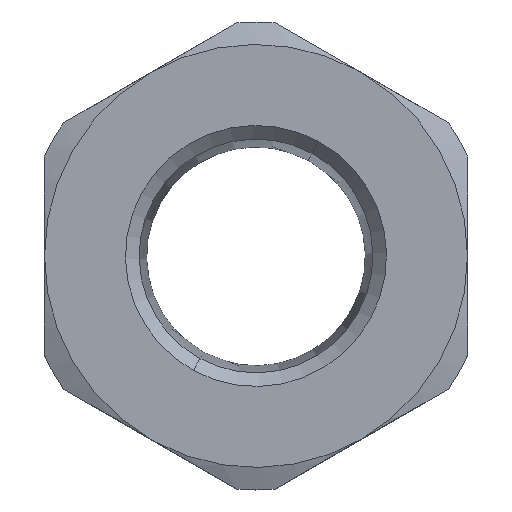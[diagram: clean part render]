
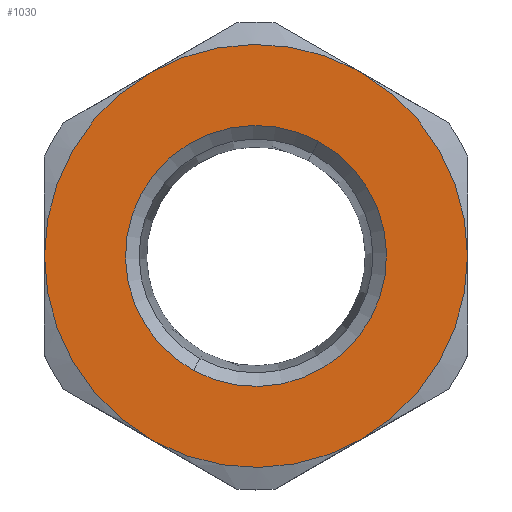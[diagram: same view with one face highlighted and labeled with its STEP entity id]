
A CAD part, top view. The second image highlights one B-rep face of the part: STEP entity #1030.
In plain terms, the highlighted planar face has unit normal (0, 0, 1).
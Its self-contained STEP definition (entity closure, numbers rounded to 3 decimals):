
#48=AXIS2_PLACEMENT_3D('Circle Axis2P3D',#46,#47,$) ;
#76=AXIS2_PLACEMENT_3D('Circle Axis2P3D',#74,#75,$) ;
#104=AXIS2_PLACEMENT_3D('Circle Axis2P3D',#102,#103,$) ;
#143=AXIS2_PLACEMENT_3D('Circle Axis2P3D',#141,#142,$) ;
#189=AXIS2_PLACEMENT_3D('Circle Axis2P3D',#187,#188,$) ;
#233=AXIS2_PLACEMENT_3D('Circle Axis2P3D',#231,#232,$) ;
#270=AXIS2_PLACEMENT_3D('Circle Axis2P3D',#268,#269,$) ;
#305=AXIS2_PLACEMENT_3D('Circle Axis2P3D',#303,#304,$) ;
#1000=AXIS2_PLACEMENT_3D('Plane Axis2P3D',#997,#998,#999) ;
#1014=AXIS2_PLACEMENT_3D('Circle Axis2P3D',#1012,#1013,$) ;
#1023=AXIS2_PLACEMENT_3D('Circle Axis2P3D',#1021,#1022,$) ;
#41=CARTESIAN_POINT('Vertex',(8.589,3.77,21.)) ;
#46=CARTESIAN_POINT('Axis2P3D Location',(16.5,18.25,21.)) ;
#50=CARTESIAN_POINT('Vertex',(8.25,3.961,21.)) ;
#69=CARTESIAN_POINT('Vertex',(24.411,32.73,21.)) ;
#74=CARTESIAN_POINT('Axis2P3D Location',(16.5,18.25,21.)) ;
#78=CARTESIAN_POINT('Vertex',(24.75,32.539,21.)) ;
#102=CARTESIAN_POINT('Axis2P3D Location',(16.5,18.25,21.)) ;
#106=CARTESIAN_POINT('Vertex',(0.,18.25,21.)) ;
#136=CARTESIAN_POINT('Vertex',(8.25,32.539,21.)) ;
#141=CARTESIAN_POINT('Axis2P3D Location',(16.5,18.25,21.)) ;
#182=CARTESIAN_POINT('Vertex',(24.75,3.961,21.)) ;
#187=CARTESIAN_POINT('Axis2P3D Location',(16.5,18.25,21.)) ;
#231=CARTESIAN_POINT('Axis2P3D Location',(16.5,18.25,21.)) ;
#235=CARTESIAN_POINT('Vertex',(33.,18.25,21.)) ;
#268=CARTESIAN_POINT('Axis2P3D Location',(16.5,18.25,21.)) ;
#303=CARTESIAN_POINT('Axis2P3D Location',(16.5,18.25,21.)) ;
#997=CARTESIAN_POINT('Axis2P3D Location',(16.5,18.25,21.)) ;
#1012=CARTESIAN_POINT('Axis2P3D Location',(16.5,18.25,21.)) ;
#1016=CARTESIAN_POINT('Vertex',(11.618,9.314,21.)) ;
#1018=CARTESIAN_POINT('Vertex',(21.382,27.186,21.)) ;
#1021=CARTESIAN_POINT('Axis2P3D Location',(16.5,18.25,21.)) ;
#47=DIRECTION('Axis2P3D Direction',(0.,0.,-1.)) ;
#75=DIRECTION('Axis2P3D Direction',(0.,0.,-1.)) ;
#103=DIRECTION('Axis2P3D Direction',(0.,0.,-1.)) ;
#142=DIRECTION('Axis2P3D Direction',(0.,0.,-1.)) ;
#188=DIRECTION('Axis2P3D Direction',(0.,0.,-1.)) ;
#232=DIRECTION('Axis2P3D Direction',(0.,0.,-1.)) ;
#269=DIRECTION('Axis2P3D Direction',(0.,0.,-1.)) ;
#304=DIRECTION('Axis2P3D Direction',(0.,0.,-1.)) ;
#998=DIRECTION('Axis2P3D Direction',(0.,0.,-1.)) ;
#999=DIRECTION('Axis2P3D XDirection',(0.,1.,0.)) ;
#1013=DIRECTION('Axis2P3D Direction',(0.,0.,-1.)) ;
#1022=DIRECTION('Axis2P3D Direction',(0.,0.,-1.)) ;
#1003=ORIENTED_EDGE('',*,*,#52,.F.) ;
#1004=ORIENTED_EDGE('',*,*,#191,.F.) ;
#1005=ORIENTED_EDGE('',*,*,#307,.F.) ;
#1006=ORIENTED_EDGE('',*,*,#237,.F.) ;
#1007=ORIENTED_EDGE('',*,*,#80,.F.) ;
#1008=ORIENTED_EDGE('',*,*,#145,.F.) ;
#1009=ORIENTED_EDGE('',*,*,#272,.F.) ;
#1010=ORIENTED_EDGE('',*,*,#108,.F.) ;
#1027=ORIENTED_EDGE('',*,*,#1020,.T.) ;
#1028=ORIENTED_EDGE('',*,*,#1025,.T.) ;
#1029=FACE_BOUND('',#1026,.T.) ;
#1030=ADVANCED_FACE('Adapter_M25-NPT1/2.1\\Koerper.2',(#1011,#1029),#1001,.F.) ;
#49=CIRCLE('generated circle',#48,16.5) ;
#77=CIRCLE('generated circle',#76,16.5) ;
#105=CIRCLE('generated circle',#104,16.5) ;
#144=CIRCLE('generated circle',#143,16.5) ;
#190=CIRCLE('generated circle',#189,16.5) ;
#234=CIRCLE('generated circle',#233,16.5) ;
#271=CIRCLE('generated circle',#270,16.5) ;
#306=CIRCLE('generated circle',#305,16.5) ;
#1015=CIRCLE('generated circle',#1014,10.183) ;
#1024=CIRCLE('generated circle',#1023,10.183) ;
#52=EDGE_CURVE('',#42,#51,#49,.T.) ;
#80=EDGE_CURVE('',#70,#79,#77,.T.) ;
#108=EDGE_CURVE('',#51,#107,#105,.T.) ;
#145=EDGE_CURVE('',#137,#70,#144,.T.) ;
#191=EDGE_CURVE('',#183,#42,#190,.T.) ;
#237=EDGE_CURVE('',#79,#236,#234,.T.) ;
#272=EDGE_CURVE('',#107,#137,#271,.T.) ;
#307=EDGE_CURVE('',#236,#183,#306,.T.) ;
#1020=EDGE_CURVE('',#1017,#1019,#1015,.T.) ;
#1025=EDGE_CURVE('',#1019,#1017,#1024,.T.) ;
#1002=EDGE_LOOP('',(#1003,#1004,#1005,#1006,#1007,#1008,#1009,#1010)) ;
#1026=EDGE_LOOP('',(#1027,#1028)) ;
#1011=FACE_OUTER_BOUND('',#1002,.T.) ;
#1001=PLANE('',#1000) ;
#42=VERTEX_POINT('',#41) ;
#51=VERTEX_POINT('',#50) ;
#70=VERTEX_POINT('',#69) ;
#79=VERTEX_POINT('',#78) ;
#107=VERTEX_POINT('',#106) ;
#137=VERTEX_POINT('',#136) ;
#183=VERTEX_POINT('',#182) ;
#236=VERTEX_POINT('',#235) ;
#1017=VERTEX_POINT('',#1016) ;
#1019=VERTEX_POINT('',#1018) ;
